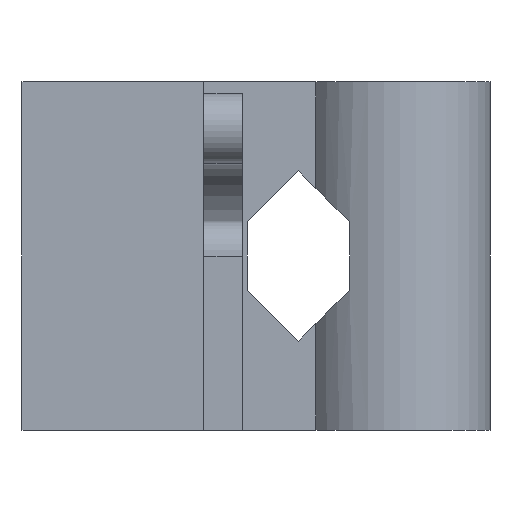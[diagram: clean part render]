
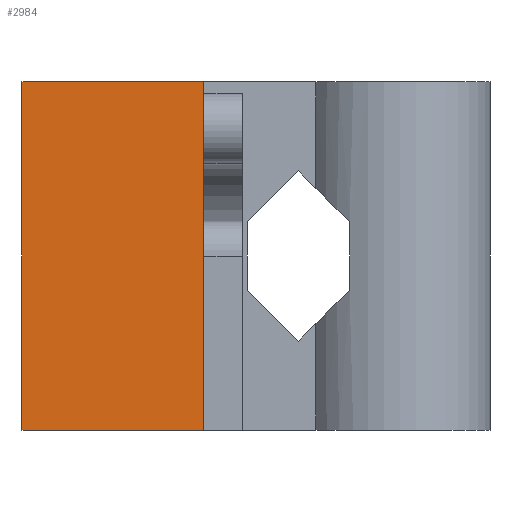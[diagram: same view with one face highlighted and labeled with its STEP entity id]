
A CAD part, front view. The second image highlights one B-rep face of the part: STEP entity #2984.
In plain terms, the highlighted planar face has unit normal (0, -1, 0).
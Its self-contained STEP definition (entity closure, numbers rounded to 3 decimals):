
#99 = PLANE('',#100);
#100 = AXIS2_PLACEMENT_3D('',#101,#102,#103);
#101 = CARTESIAN_POINT('',(5.426,-21.781,45.));
#102 = DIRECTION('',(0.,0.,1.));
#103 = DIRECTION('',(-1.,0.,0.));
#902 = PLANE('',#903);
#903 = AXIS2_PLACEMENT_3D('',#904,#905,#906);
#904 = CARTESIAN_POINT('',(4.532,-32.077,0.));
#905 = DIRECTION('',(0.,0.,-1.));
#906 = DIRECTION('',(1.,0.,0.));
#1619 = PLANE('',#1620);
#1620 = AXIS2_PLACEMENT_3D('',#1621,#1622,#1623);
#1621 = CARTESIAN_POINT('',(0.,-48.303,
    19.93));
#1622 = DIRECTION('',(-1.,0.,0.));
#1623 = DIRECTION('',(0.,-1.,0.));
#2854 = PLANE('',#2855);
#2855 = AXIS2_PLACEMENT_3D('',#2856,#2857,#2858);
#2856 = CARTESIAN_POINT('',(-23.5,-23.5,0.));
#2857 = DIRECTION('',(-1.,-0.,-0.));
#2858 = DIRECTION('',(0.,1.,0.));
#2914 = VERTEX_POINT('',#2915);
#2915 = CARTESIAN_POINT('',(-23.5,-27.,45.));
#2936 = EDGE_CURVE('',#2937,#2914,#2939,.T.);
#2937 = VERTEX_POINT('',#2938);
#2938 = CARTESIAN_POINT('',(-23.5,-27.,0.));
#2939 = SURFACE_CURVE('',#2940,(#2944,#2951),.PCURVE_S1.);
#2940 = LINE('',#2941,#2942);
#2941 = CARTESIAN_POINT('',(-23.5,-27.,0.));
#2942 = VECTOR('',#2943,1.);
#2943 = DIRECTION('',(0.,0.,1.));
#2944 = PCURVE('',#2854,#2945);
#2945 = DEFINITIONAL_REPRESENTATION('',(#2946),#2950);
#2946 = LINE('',#2947,#2948);
#2947 = CARTESIAN_POINT('',(-3.5,0.));
#2948 = VECTOR('',#2949,1.);
#2949 = DIRECTION('',(-0.,-1.));
#2950 = ( GEOMETRIC_REPRESENTATION_CONTEXT(2) 
PARAMETRIC_REPRESENTATION_CONTEXT() REPRESENTATION_CONTEXT('2D SPACE',''
  ) );
#2951 = PCURVE('',#2952,#2957);
#2952 = PLANE('',#2953);
#2953 = AXIS2_PLACEMENT_3D('',#2954,#2955,#2956);
#2954 = CARTESIAN_POINT('',(-23.5,-27.,0.));
#2955 = DIRECTION('',(-0.,-1.,-0.));
#2956 = DIRECTION('',(-1.,0.,0.));
#2957 = DEFINITIONAL_REPRESENTATION('',(#2958),#2962);
#2958 = LINE('',#2959,#2960);
#2959 = CARTESIAN_POINT('',(-0.,-0.));
#2960 = VECTOR('',#2961,1.);
#2961 = DIRECTION('',(-0.,-1.));
#2962 = ( GEOMETRIC_REPRESENTATION_CONTEXT(2) 
PARAMETRIC_REPRESENTATION_CONTEXT() REPRESENTATION_CONTEXT('2D SPACE',''
  ) );
#2984 = ADVANCED_FACE('',(#2985),#2952,.T.);
#2985 = FACE_BOUND('',#2986,.F.);
#2986 = EDGE_LOOP('',(#2987,#2988,#3011,#3034));
#2987 = ORIENTED_EDGE('',*,*,#2936,.T.);
#2988 = ORIENTED_EDGE('',*,*,#2989,.T.);
#2989 = EDGE_CURVE('',#2914,#2990,#2992,.T.);
#2990 = VERTEX_POINT('',#2991);
#2991 = CARTESIAN_POINT('',(0.,-27.,45.));
#2992 = SURFACE_CURVE('',#2993,(#2997,#3004),.PCURVE_S1.);
#2993 = LINE('',#2994,#2995);
#2994 = CARTESIAN_POINT('',(-23.5,-27.,45.));
#2995 = VECTOR('',#2996,1.);
#2996 = DIRECTION('',(1.,0.,0.));
#2997 = PCURVE('',#2952,#2998);
#2998 = DEFINITIONAL_REPRESENTATION('',(#2999),#3003);
#2999 = LINE('',#3000,#3001);
#3000 = CARTESIAN_POINT('',(-0.,-45.));
#3001 = VECTOR('',#3002,1.);
#3002 = DIRECTION('',(-1.,-0.));
#3003 = ( GEOMETRIC_REPRESENTATION_CONTEXT(2) 
PARAMETRIC_REPRESENTATION_CONTEXT() REPRESENTATION_CONTEXT('2D SPACE',''
  ) );
#3004 = PCURVE('',#99,#3005);
#3005 = DEFINITIONAL_REPRESENTATION('',(#3006),#3010);
#3006 = LINE('',#3007,#3008);
#3007 = CARTESIAN_POINT('',(28.926,5.219));
#3008 = VECTOR('',#3009,1.);
#3009 = DIRECTION('',(-1.,-0.));
#3010 = ( GEOMETRIC_REPRESENTATION_CONTEXT(2) 
PARAMETRIC_REPRESENTATION_CONTEXT() REPRESENTATION_CONTEXT('2D SPACE',''
  ) );
#3011 = ORIENTED_EDGE('',*,*,#3012,.F.);
#3012 = EDGE_CURVE('',#3013,#2990,#3015,.T.);
#3013 = VERTEX_POINT('',#3014);
#3014 = CARTESIAN_POINT('',(0.,-27.,0.));
#3015 = SURFACE_CURVE('',#3016,(#3020,#3027),.PCURVE_S1.);
#3016 = LINE('',#3017,#3018);
#3017 = CARTESIAN_POINT('',(0.,-27.,0.));
#3018 = VECTOR('',#3019,1.);
#3019 = DIRECTION('',(0.,0.,1.));
#3020 = PCURVE('',#2952,#3021);
#3021 = DEFINITIONAL_REPRESENTATION('',(#3022),#3026);
#3022 = LINE('',#3023,#3024);
#3023 = CARTESIAN_POINT('',(-23.5,-0.));
#3024 = VECTOR('',#3025,1.);
#3025 = DIRECTION('',(-0.,-1.));
#3026 = ( GEOMETRIC_REPRESENTATION_CONTEXT(2) 
PARAMETRIC_REPRESENTATION_CONTEXT() REPRESENTATION_CONTEXT('2D SPACE',''
  ) );
#3027 = PCURVE('',#1619,#3028);
#3028 = DEFINITIONAL_REPRESENTATION('',(#3029),#3033);
#3029 = LINE('',#3030,#3031);
#3030 = CARTESIAN_POINT('',(-21.303,-19.93));
#3031 = VECTOR('',#3032,1.);
#3032 = DIRECTION('',(-0.,1.));
#3033 = ( GEOMETRIC_REPRESENTATION_CONTEXT(2) 
PARAMETRIC_REPRESENTATION_CONTEXT() REPRESENTATION_CONTEXT('2D SPACE',''
  ) );
#3034 = ORIENTED_EDGE('',*,*,#3035,.F.);
#3035 = EDGE_CURVE('',#2937,#3013,#3036,.T.);
#3036 = SURFACE_CURVE('',#3037,(#3041,#3048),.PCURVE_S1.);
#3037 = LINE('',#3038,#3039);
#3038 = CARTESIAN_POINT('',(-23.5,-27.,0.));
#3039 = VECTOR('',#3040,1.);
#3040 = DIRECTION('',(1.,0.,0.));
#3041 = PCURVE('',#2952,#3042);
#3042 = DEFINITIONAL_REPRESENTATION('',(#3043),#3047);
#3043 = LINE('',#3044,#3045);
#3044 = CARTESIAN_POINT('',(-0.,-0.));
#3045 = VECTOR('',#3046,1.);
#3046 = DIRECTION('',(-1.,-0.));
#3047 = ( GEOMETRIC_REPRESENTATION_CONTEXT(2) 
PARAMETRIC_REPRESENTATION_CONTEXT() REPRESENTATION_CONTEXT('2D SPACE',''
  ) );
#3048 = PCURVE('',#902,#3049);
#3049 = DEFINITIONAL_REPRESENTATION('',(#3050),#3054);
#3050 = LINE('',#3051,#3052);
#3051 = CARTESIAN_POINT('',(-28.032,-5.077));
#3052 = VECTOR('',#3053,1.);
#3053 = DIRECTION('',(1.,-0.));
#3054 = ( GEOMETRIC_REPRESENTATION_CONTEXT(2) 
PARAMETRIC_REPRESENTATION_CONTEXT() REPRESENTATION_CONTEXT('2D SPACE',''
  ) );
